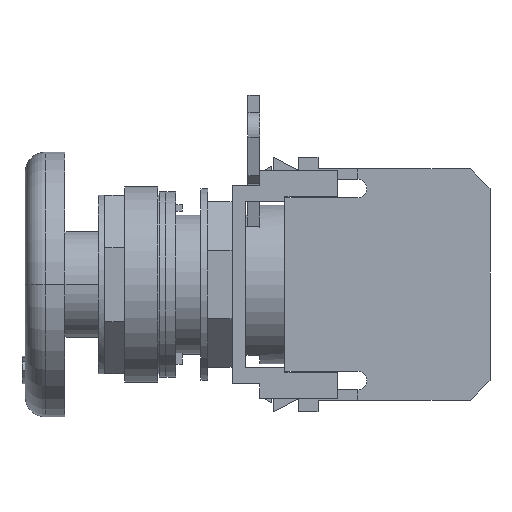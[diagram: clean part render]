
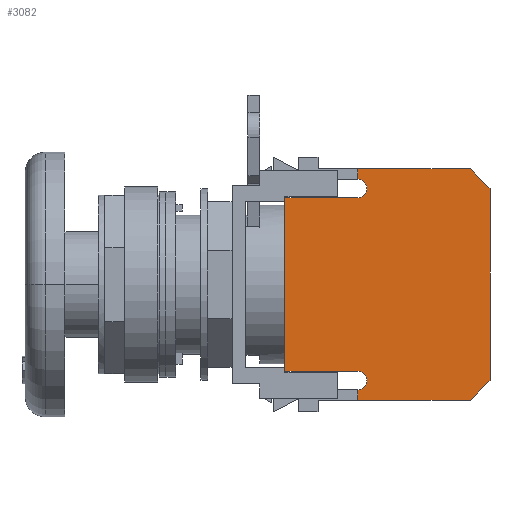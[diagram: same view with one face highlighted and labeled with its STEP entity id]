
A CAD part, left-side view. The second image highlights one B-rep face of the part: STEP entity #3082.
In plain terms, the highlighted planar face has unit normal (-1, 0, 0).
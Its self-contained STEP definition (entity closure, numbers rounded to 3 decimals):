
#30 = CARTESIAN_POINT ( 'NONE',  ( -15., -43.7, -14.5 ) ) ;
#65 = AXIS2_PLACEMENT_3D ( 'NONE', #3612, #1778, #6782 ) ;
#99 = CARTESIAN_POINT ( 'NONE',  ( -15., -23.7, 14.5 ) ) ;
#169 = AXIS2_PLACEMENT_3D ( 'NONE', #1624, #2187, #7253 ) ;
#185 = CARTESIAN_POINT ( 'NONE',  ( -15., -23.7, -17.5 ) ) ;
#466 = EDGE_CURVE ( 'NONE', #5599, #1007, #6285, .T. ) ;
#468 = ORIENTED_EDGE ( 'NONE', *, *, #4036, .T. ) ;
#594 = LINE ( 'NONE', #2550, #686 ) ;
#621 = ORIENTED_EDGE ( 'NONE', *, *, #6639, .T. ) ;
#650 = DIRECTION ( 'NONE',  ( 0., -1., 0. ) ) ;
#686 = VECTOR ( 'NONE', #1290, 1000. ) ;
#691 = CARTESIAN_POINT ( 'NONE',  ( -15., -25.1, -14.5 ) ) ;
#794 = EDGE_CURVE ( 'NONE', #3209, #4416, #7969, .T. ) ;
#866 = VECTOR ( 'NONE', #5614, 1000. ) ;
#963 = CARTESIAN_POINT ( 'NONE',  ( -15., -29.1, -29.1 ) ) ;
#979 = ORIENTED_EDGE ( 'NONE', *, *, #794, .F. ) ;
#1007 = VERTEX_POINT ( 'NONE', #7512 ) ;
#1071 = VECTOR ( 'NONE', #7235, 1000. ) ;
#1078 = VERTEX_POINT ( 'NONE', #30 ) ;
#1079 = ORIENTED_EDGE ( 'NONE', *, *, #1175, .T. ) ;
#1110 = VERTEX_POINT ( 'NONE', #1828 ) ;
#1175 = EDGE_CURVE ( 'NONE', #3303, #3037, #4392, .T. ) ;
#1290 = DIRECTION ( 'NONE',  ( 0., 0., -1. ) ) ;
#1326 = VECTOR ( 'NONE', #7799, 1000. ) ;
#1359 = CIRCLE ( 'NONE', #3946, 1.4 ) ;
#1469 = CARTESIAN_POINT ( 'NONE',  ( -15., -40.7, 17.5 ) ) ;
#1624 = CARTESIAN_POINT ( 'NONE',  ( -15., -23.7, 14.5 ) ) ;
#1696 = AXIS2_PLACEMENT_3D ( 'NONE', #4127, #6603, #7232 ) ;
#1737 = VERTEX_POINT ( 'NONE', #7159 ) ;
#1751 = VECTOR ( 'NONE', #1973, 1000. ) ;
#1778 = DIRECTION ( 'NONE',  ( -1., 0., 0. ) ) ;
#1828 = CARTESIAN_POINT ( 'NONE',  ( -15., -12.7, -13.1 ) ) ;
#1909 = VERTEX_POINT ( 'NONE', #4307 ) ;
#1973 = DIRECTION ( 'NONE',  ( 0., 1., 0. ) ) ;
#2187 = DIRECTION ( 'NONE',  ( -1., 0., 0. ) ) ;
#2192 = EDGE_CURVE ( 'NONE', #1737, #1110, #5361, .T. ) ;
#2270 = CARTESIAN_POINT ( 'NONE',  ( -15., -23.7, -17.5 ) ) ;
#2458 = ORIENTED_EDGE ( 'NONE', *, *, #5371, .F. ) ;
#2500 = ORIENTED_EDGE ( 'NONE', *, *, #3379, .T. ) ;
#2512 = EDGE_LOOP ( 'NONE', ( #4279, #2803, #4837, #5034, #468, #1079, #2458, #979, #2500, #5360, #621, #3182, #6372, #5722 ) ) ;
#2550 = CARTESIAN_POINT ( 'NONE',  ( -15., -23.7, -17.5 ) ) ;
#2703 = VECTOR ( 'NONE', #4150, 1000. ) ;
#2767 = VERTEX_POINT ( 'NONE', #185 ) ;
#2769 = CARTESIAN_POINT ( 'NONE',  ( -15., -12.7, 13.1 ) ) ;
#2803 = ORIENTED_EDGE ( 'NONE', *, *, #4304, .T. ) ;
#2810 = CIRCLE ( 'NONE', #1696, 1.4 ) ;
#2811 = EDGE_CURVE ( 'NONE', #1078, #4998, #8110, .T. ) ;
#2842 = CARTESIAN_POINT ( 'NONE',  ( -15., -12.7, -13.1 ) ) ;
#2862 = CARTESIAN_POINT ( 'NONE',  ( -15., -43.7, -13.1 ) ) ;
#3037 = VERTEX_POINT ( 'NONE', #6632 ) ;
#3082 = ADVANCED_FACE ( 'NONE', ( #5626 ), #7314, .T. ) ;
#3103 = LINE ( 'NONE', #3847, #866 ) ;
#3182 = ORIENTED_EDGE ( 'NONE', *, *, #466, .F. ) ;
#3188 = DIRECTION ( 'NONE',  ( -1., 0., 0. ) ) ;
#3209 = VERTEX_POINT ( 'NONE', #6378 ) ;
#3303 = VERTEX_POINT ( 'NONE', #7184 ) ;
#3379 = EDGE_CURVE ( 'NONE', #3209, #1737, #4845, .T. ) ;
#3418 = LINE ( 'NONE', #5023, #1751 ) ;
#3446 = EDGE_CURVE ( 'NONE', #1909, #5599, #2810, .T. ) ;
#3453 = CARTESIAN_POINT ( 'NONE',  ( -15., -25.1, 14.5 ) ) ;
#3507 = LINE ( 'NONE', #963, #1071 ) ;
#3553 = CARTESIAN_POINT ( 'NONE',  ( -15., -12.7, -13.1 ) ) ;
#3612 = CARTESIAN_POINT ( 'NONE',  ( -15., -23.7, -14.5 ) ) ;
#3845 = CARTESIAN_POINT ( 'NONE',  ( -15., -23.7, -17.5 ) ) ;
#3847 = CARTESIAN_POINT ( 'NONE',  ( -15., -29.1, 29.1 ) ) ;
#3946 = AXIS2_PLACEMENT_3D ( 'NONE', #99, #4443, #4508 ) ;
#4036 = EDGE_CURVE ( 'NONE', #7877, #3303, #3418, .T. ) ;
#4077 = DIRECTION ( 'NONE',  ( 0., -1., 0. ) ) ;
#4127 = CARTESIAN_POINT ( 'NONE',  ( -15., -23.7, -14.5 ) ) ;
#4150 = DIRECTION ( 'NONE',  ( 0., -1., 0. ) ) ;
#4225 = CARTESIAN_POINT ( 'NONE',  ( -15., 0., 0. ) ) ;
#4250 = CARTESIAN_POINT ( 'NONE',  ( -15., -40.7, -17.5 ) ) ;
#4279 = ORIENTED_EDGE ( 'NONE', *, *, #6556, .T. ) ;
#4304 = EDGE_CURVE ( 'NONE', #5207, #1078, #3507, .T. ) ;
#4307 = CARTESIAN_POINT ( 'NONE',  ( -15., -23.7, -15.9 ) ) ;
#4345 = LINE ( 'NONE', #3553, #2703 ) ;
#4349 = AXIS2_PLACEMENT_3D ( 'NONE', #4225, #3188, #650 ) ;
#4392 = LINE ( 'NONE', #3845, #5882 ) ;
#4416 = VERTEX_POINT ( 'NONE', #3453 ) ;
#4441 = VECTOR ( 'NONE', #7151, 1000. ) ;
#4443 = DIRECTION ( 'NONE',  ( -1., 0., 0. ) ) ;
#4456 = LINE ( 'NONE', #2270, #8106 ) ;
#4508 = DIRECTION ( 'NONE',  ( 0., -1., 0. ) ) ;
#4788 = EDGE_CURVE ( 'NONE', #4998, #7877, #3103, .T. ) ;
#4837 = ORIENTED_EDGE ( 'NONE', *, *, #2811, .T. ) ;
#4845 = LINE ( 'NONE', #2769, #4441 ) ;
#4862 = VECTOR ( 'NONE', #5262, 1000. ) ;
#4998 = VERTEX_POINT ( 'NONE', #6559 ) ;
#5023 = CARTESIAN_POINT ( 'NONE',  ( -15., -23.7, 17.5 ) ) ;
#5034 = ORIENTED_EDGE ( 'NONE', *, *, #4788, .T. ) ;
#5207 = VERTEX_POINT ( 'NONE', #4250 ) ;
#5262 = DIRECTION ( 'NONE',  ( 0., 0., -1. ) ) ;
#5360 = ORIENTED_EDGE ( 'NONE', *, *, #2192, .T. ) ;
#5361 = LINE ( 'NONE', #2842, #4862 ) ;
#5371 = EDGE_CURVE ( 'NONE', #4416, #3037, #1359, .T. ) ;
#5599 = VERTEX_POINT ( 'NONE', #691 ) ;
#5614 = DIRECTION ( 'NONE',  ( 0., 0.707, 0.707 ) ) ;
#5626 = FACE_OUTER_BOUND ( 'NONE', #2512, .T. ) ;
#5722 = ORIENTED_EDGE ( 'NONE', *, *, #6805, .T. ) ;
#5882 = VECTOR ( 'NONE', #7011, 1000. ) ;
#6285 = CIRCLE ( 'NONE', #65, 1.4 ) ;
#6372 = ORIENTED_EDGE ( 'NONE', *, *, #3446, .F. ) ;
#6378 = CARTESIAN_POINT ( 'NONE',  ( -15., -23.7, 13.1 ) ) ;
#6556 = EDGE_CURVE ( 'NONE', #2767, #5207, #4456, .T. ) ;
#6559 = CARTESIAN_POINT ( 'NONE',  ( -15., -43.7, 14.5 ) ) ;
#6603 = DIRECTION ( 'NONE',  ( -1., 0., 0. ) ) ;
#6632 = CARTESIAN_POINT ( 'NONE',  ( -15., -23.7, 15.9 ) ) ;
#6639 = EDGE_CURVE ( 'NONE', #1110, #1007, #4345, .T. ) ;
#6782 = DIRECTION ( 'NONE',  ( 0., -1., 0. ) ) ;
#6805 = EDGE_CURVE ( 'NONE', #1909, #2767, #594, .T. ) ;
#7011 = DIRECTION ( 'NONE',  ( 0., 0., -1. ) ) ;
#7151 = DIRECTION ( 'NONE',  ( 0., 1., 0. ) ) ;
#7159 = CARTESIAN_POINT ( 'NONE',  ( -15., -12.7, 13.1 ) ) ;
#7184 = CARTESIAN_POINT ( 'NONE',  ( -15., -23.7, 17.5 ) ) ;
#7232 = DIRECTION ( 'NONE',  ( 0., -1., 0. ) ) ;
#7235 = DIRECTION ( 'NONE',  ( 0., -0.707, 0.707 ) ) ;
#7253 = DIRECTION ( 'NONE',  ( 0., -1., 0. ) ) ;
#7314 = PLANE ( 'NONE',  #4349 ) ;
#7512 = CARTESIAN_POINT ( 'NONE',  ( -15., -23.7, -13.1 ) ) ;
#7799 = DIRECTION ( 'NONE',  ( 0., 0., 1. ) ) ;
#7877 = VERTEX_POINT ( 'NONE', #1469 ) ;
#7969 = CIRCLE ( 'NONE', #169, 1.4 ) ;
#8106 = VECTOR ( 'NONE', #4077, 1000. ) ;
#8110 = LINE ( 'NONE', #2862, #1326 ) ;
